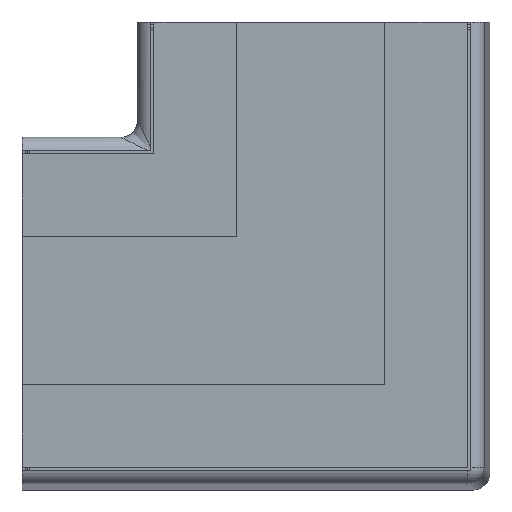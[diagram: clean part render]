
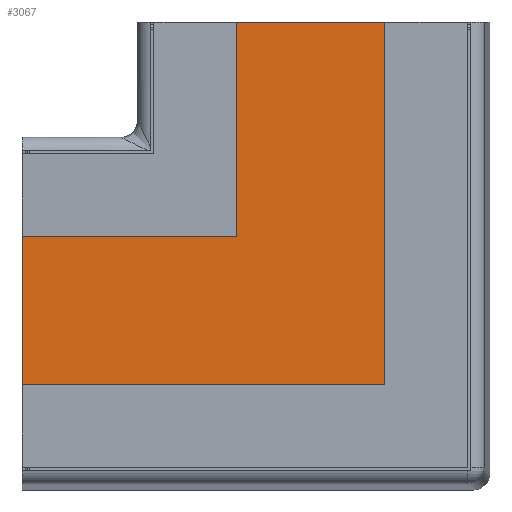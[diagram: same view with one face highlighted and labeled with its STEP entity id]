
A CAD part, top view. The second image highlights one B-rep face of the part: STEP entity #3067.
In plain terms, the highlighted planar face has unit normal (0, 0, 1).
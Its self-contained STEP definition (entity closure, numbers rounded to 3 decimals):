
#7 = EDGE_CURVE ( 'NONE', #477, #519, #3209, .T. ) ;
#156 = DIRECTION ( 'NONE',  ( 0., 1., 0. ) ) ;
#161 = VECTOR ( 'NONE', #2714, 1000. ) ;
#215 = LINE ( 'NONE', #3412, #1871 ) ;
#326 = LINE ( 'NONE', #2378, #2636 ) ;
#352 = CARTESIAN_POINT ( 'NONE',  ( -30., 87.5, 55. ) ) ;
#466 = EDGE_CURVE ( 'NONE', #3147, #1866, #1364, .T. ) ;
#477 = VERTEX_POINT ( 'NONE', #2047 ) ;
#519 = VERTEX_POINT ( 'NONE', #720 ) ;
#527 = VERTEX_POINT ( 'NONE', #2553 ) ;
#536 = DIRECTION ( 'NONE',  ( 0., 1., 0. ) ) ;
#625 = EDGE_CURVE ( 'NONE', #2196, #519, #215, .T. ) ;
#720 = CARTESIAN_POINT ( 'NONE',  ( -75., 87.5, 55. ) ) ;
#744 = EDGE_CURVE ( 'NONE', #477, #527, #1631, .T. ) ;
#800 = DIRECTION ( 'NONE',  ( -1., 0., 0. ) ) ;
#810 = FACE_OUTER_BOUND ( 'NONE', #1003, .T. ) ;
#890 = EDGE_CURVE ( 'NONE', #3147, #2196, #1822, .T. ) ;
#937 = CARTESIAN_POINT ( 'NONE',  ( -30., -22.5, 55. ) ) ;
#940 = ORIENTED_EDGE ( 'NONE', *, *, #744, .T. ) ;
#1003 = EDGE_LOOP ( 'NONE', ( #3450, #3058, #3270, #3308, #940, #2026 ) ) ;
#1131 = CARTESIAN_POINT ( 'NONE',  ( -140., -22.5, 55. ) ) ;
#1364 = LINE ( 'NONE', #1131, #1964 ) ;
#1498 = DIRECTION ( 'NONE',  ( -1., 0., 0. ) ) ;
#1631 = LINE ( 'NONE', #2284, #161 ) ;
#1804 = CARTESIAN_POINT ( 'NONE',  ( -30., 87.5, 55. ) ) ;
#1822 = LINE ( 'NONE', #1804, #2498 ) ;
#1866 = VERTEX_POINT ( 'NONE', #3056 ) ;
#1871 = VECTOR ( 'NONE', #800, 1000. ) ;
#1964 = VECTOR ( 'NONE', #2996, 1000. ) ;
#2026 = ORIENTED_EDGE ( 'NONE', *, *, #3345, .F. ) ;
#2047 = CARTESIAN_POINT ( 'NONE',  ( -75., 22.5, 55. ) ) ;
#2181 = AXIS2_PLACEMENT_3D ( 'NONE', #2463, #3102, #1498 ) ;
#2184 = CARTESIAN_POINT ( 'NONE',  ( -75., 87.5, 55. ) ) ;
#2196 = VERTEX_POINT ( 'NONE', #352 ) ;
#2284 = CARTESIAN_POINT ( 'NONE',  ( -140., 22.5, 55. ) ) ;
#2378 = CARTESIAN_POINT ( 'NONE',  ( -140., -22.5, 55. ) ) ;
#2463 = CARTESIAN_POINT ( 'NONE',  ( -140., -22.5, 55. ) ) ;
#2498 = VECTOR ( 'NONE', #536, 1000. ) ;
#2552 = PLANE ( 'NONE',  #2181 ) ;
#2553 = CARTESIAN_POINT ( 'NONE',  ( -140., 22.5, 55. ) ) ;
#2636 = VECTOR ( 'NONE', #3071, 1000. ) ;
#2714 = DIRECTION ( 'NONE',  ( -1., 0., 0. ) ) ;
#2996 = DIRECTION ( 'NONE',  ( -1., 0., 0. ) ) ;
#3056 = CARTESIAN_POINT ( 'NONE',  ( -140., -22.5, 55. ) ) ;
#3058 = ORIENTED_EDGE ( 'NONE', *, *, #890, .T. ) ;
#3067 = ADVANCED_FACE ( 'NONE', ( #810 ), #2552, .F. ) ;
#3071 = DIRECTION ( 'NONE',  ( 0., 1., 0. ) ) ;
#3102 = DIRECTION ( 'NONE',  ( 0., 0., -1. ) ) ;
#3147 = VERTEX_POINT ( 'NONE', #937 ) ;
#3209 = LINE ( 'NONE', #2184, #3299 ) ;
#3270 = ORIENTED_EDGE ( 'NONE', *, *, #625, .T. ) ;
#3299 = VECTOR ( 'NONE', #156, 1000. ) ;
#3308 = ORIENTED_EDGE ( 'NONE', *, *, #7, .F. ) ;
#3345 = EDGE_CURVE ( 'NONE', #1866, #527, #326, .T. ) ;
#3412 = CARTESIAN_POINT ( 'NONE',  ( -30., 87.5, 55. ) ) ;
#3450 = ORIENTED_EDGE ( 'NONE', *, *, #466, .F. ) ;
